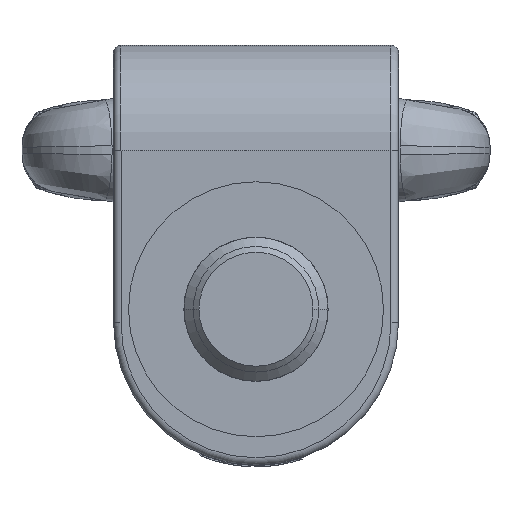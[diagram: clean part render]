
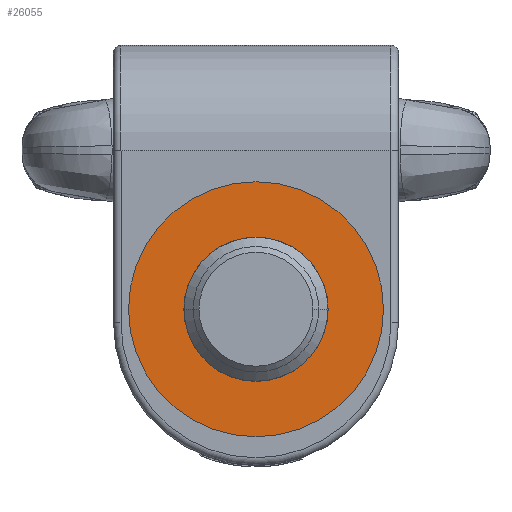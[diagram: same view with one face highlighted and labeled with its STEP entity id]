
A CAD part, front view. The second image highlights one B-rep face of the part: STEP entity #26055.
In plain terms, the highlighted face is planar.
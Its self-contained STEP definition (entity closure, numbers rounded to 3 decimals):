
#25894=CARTESIAN_POINT('',(0.,0.,43.5));
#25895=DIRECTION('',(0.,0.,-1.));
#25896=DIRECTION('',(1.,0.,0.));
#25897=AXIS2_PLACEMENT_3D('',#25894,#25895,#25896);
#25899=CARTESIAN_POINT('',(0.,0.,43.5));
#25900=DIRECTION('',(0.,0.,1.));
#25901=DIRECTION('',(1.,0.,0.));
#25902=AXIS2_PLACEMENT_3D('',#25899,#25900,#25901);
#25904=CARTESIAN_POINT('',(0.,0.,43.5));
#25905=DIRECTION('',(0.,0.,1.));
#25906=DIRECTION('',(1.,0.,0.));
#25907=AXIS2_PLACEMENT_3D('',#25904,#25905,#25906);
#25917=CARTESIAN_POINT('',(0.,0.,43.5));
#25918=DIRECTION('',(0.,0.,-1.));
#25919=DIRECTION('',(1.,0.,0.));
#25920=AXIS2_PLACEMENT_3D('',#25917,#25918,#25919);
#26006=CARTESIAN_POINT('',(42.5,0.,43.5));
#26008=VERTEX_POINT('',#26006);
#26019=CARTESIAN_POINT('',(24.05,0.,43.5));
#26021=VERTEX_POINT('',#26019);
#26022=CARTESIAN_POINT('',(-42.5,0.,43.5));
#26024=VERTEX_POINT('',#26022);
#26035=CARTESIAN_POINT('',(-24.05,0.,43.5));
#26037=VERTEX_POINT('',#26035);
#26038=CARTESIAN_POINT('',(0.,0.,43.5));
#26039=DIRECTION('',(0.,0.,1.));
#26040=DIRECTION('',(-1.,0.,0.));
#26041=AXIS2_PLACEMENT_3D('',#26038,#26039,#26040);
#26042=PLANE('',#26041);
#26044=ORIENTED_EDGE('',*,*,#26043,.F.);
#26046=ORIENTED_EDGE('',*,*,#26045,.T.);
#26047=EDGE_LOOP('',(#26044,#26046));
#26048=FACE_OUTER_BOUND('',#26047,.F.);
#26050=ORIENTED_EDGE('',*,*,#26049,.F.);
#26052=ORIENTED_EDGE('',*,*,#26051,.T.);
#26053=EDGE_LOOP('',(#26050,#26052));
#26054=FACE_BOUND('',#26053,.F.);
#26055=ADVANCED_FACE('',(#26048,#26054),#26042,.T.);
#25898=CIRCLE('',#25897,24.05);
#25903=CIRCLE('',#25902,24.05);
#25908=CIRCLE('',#25907,42.5);
#25921=CIRCLE('',#25920,42.5);
#26043=EDGE_CURVE('',#26008,#26024,#25908,.T.);
#26045=EDGE_CURVE('',#26008,#26024,#25921,.T.);
#26049=EDGE_CURVE('',#26021,#26037,#25898,.T.);
#26051=EDGE_CURVE('',#26021,#26037,#25903,.T.);
